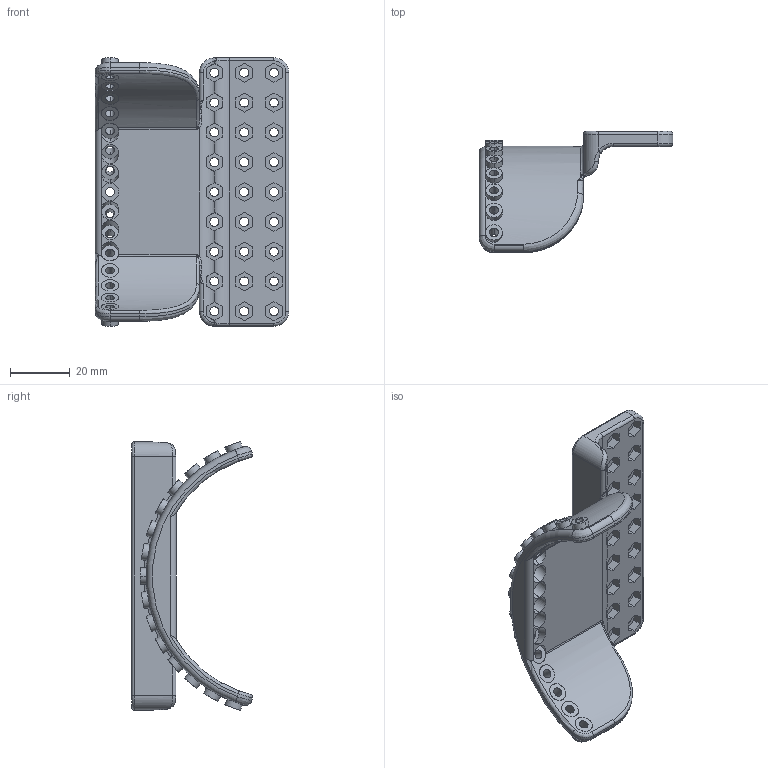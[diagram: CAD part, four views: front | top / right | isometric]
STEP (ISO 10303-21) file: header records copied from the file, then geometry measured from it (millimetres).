
FILE_DESCRIPTION (( 'STEP AP214' ), '1' );
FILE_NAME ('賑遠蛌諉R45.', '2024-11-26T10:42:15', ( '' ), ( '' ), 'SwSTEP 2.0', 'SolidWorks 2024', '' );
FILE_SCHEMA (( 'AUTOMOTIVE_DESIGN' ));
Length unit declared in the file: millimetre
Products named in the file (1): 滑环转接R45
Bounding box: 65 x 40.58 x 90.21 mm (x, y, z)
Volume: 34612.7 mm3; surface area: 19684.2 mm2
Topology: 1 solids, 1 shells, 465 faces, 1173 edges, 746 vertices
Faces by surface type: plane 233, cylinder 184, bspline 32, torus 16
Entity records: 17629 total; most frequent: CARTESIAN_POINT 6566, ORIENTED_EDGE 2334, DIRECTION 2178, EDGE_CURVE 1167, AXIS2_PLACEMENT_3D 759, VERTEX_POINT 745, LINE 660, VECTOR 660
